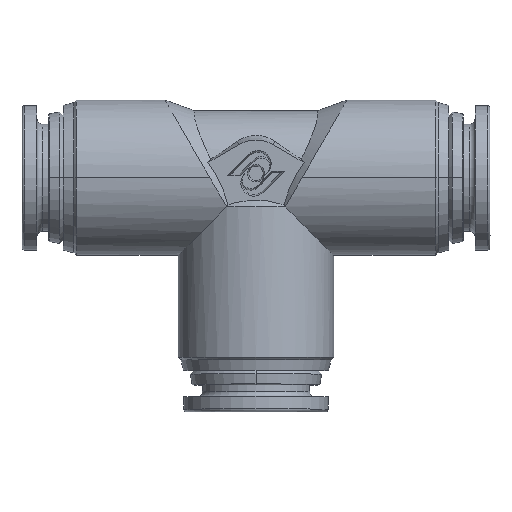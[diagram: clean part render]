
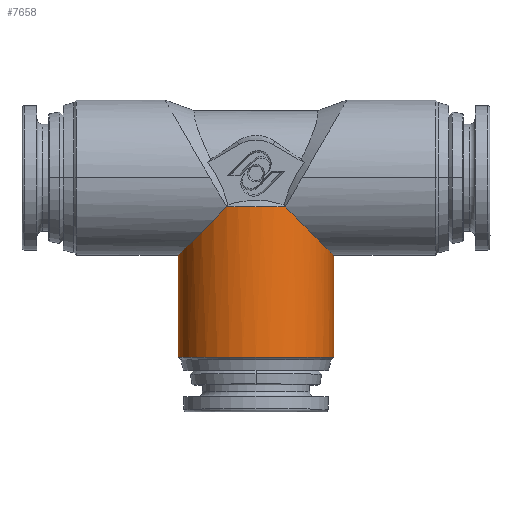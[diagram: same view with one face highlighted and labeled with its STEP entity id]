
A CAD part, top view. The second image highlights one B-rep face of the part: STEP entity #7658.
In plain terms, the highlighted cylindrical face has radius 7.25 mm (diameter 14.5 mm), a partial arc.
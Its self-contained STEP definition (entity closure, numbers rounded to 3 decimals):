
#187 = CARTESIAN_POINT ( 'NONE',  ( 7.25, -7.25, 0. ) ) ;
#259 = VERTEX_POINT ( 'NONE', #7009 ) ;
#506 = AXIS2_PLACEMENT_3D ( 'NONE', #952, #10440, #2291 ) ;
#614 = VERTEX_POINT ( 'NONE', #4318 ) ;
#952 = CARTESIAN_POINT ( 'NONE',  ( 0., -2.735, 0. ) ) ;
#1003 = DIRECTION ( 'NONE',  ( -1., 0., 0. ) ) ;
#1039 = VERTEX_POINT ( 'NONE', #4098 ) ;
#1104 = EDGE_CURVE ( 'NONE', #1039, #17302, #3256, .T. ) ;
#1525 = CARTESIAN_POINT ( 'NONE',  ( 7.25, -7.25, 3.042 ) ) ;
#1970 = CARTESIAN_POINT ( 'NONE',  ( -5.552, -5.552, 5.567 ) ) ;
#2142 = LINE ( 'NONE', #6650, #12953 ) ;
#2291 = DIRECTION ( 'NONE',  ( 1., 0., 0. ) ) ;
#2340 = FACE_OUTER_BOUND ( 'NONE', #11820, .T. ) ;
#2801 = CARTESIAN_POINT ( 'NONE',  ( 2.735, -2.735, 6.714 ) ) ;
#2867 = CARTESIAN_POINT ( 'NONE',  ( 5.552, -5.552, 5.567 ) ) ;
#3101 = VECTOR ( 'NONE', #14581, 1000. ) ;
#3207 = ORIENTED_EDGE ( 'NONE', *, *, #11946, .T. ) ;
#3249 = ORIENTED_EDGE ( 'NONE', *, *, #16217, .T. ) ;
#3256 = CIRCLE ( 'NONE', #6960, 7.25 ) ;
#3714 = CARTESIAN_POINT ( 'NONE',  ( -7.25, 0., 0. ) ) ;
#4098 = CARTESIAN_POINT ( 'NONE',  ( -7.25, -16.768, 0. ) ) ;
#4318 = CARTESIAN_POINT ( 'NONE',  ( 7.25, -7.25, 0. ) ) ;
#4637 = CARTESIAN_POINT ( 'NONE',  ( 7.25, -16.768, 0. ) ) ;
#4779 = CARTESIAN_POINT ( 'NONE',  ( 0., 0., 0. ) ) ;
#5526 = ORIENTED_EDGE ( 'NONE', *, *, #7580, .T. ) ;
#6263 = VERTEX_POINT ( 'NONE', #2801 ) ;
#6579 = CIRCLE ( 'NONE', #506, 7.25 ) ;
#6650 = CARTESIAN_POINT ( 'NONE',  ( 7.25, 0., 0. ) ) ;
#6960 = AXIS2_PLACEMENT_3D ( 'NONE', #17240, #9110, #1003 ) ;
#7009 = CARTESIAN_POINT ( 'NONE',  ( -2.735, -2.735, 6.714 ) ) ;
#7336 = ORIENTED_EDGE ( 'NONE', *, *, #1104, .T. ) ;
#7580 = EDGE_CURVE ( 'NONE', #614, #6263, #9184, .T. ) ;
#7658 = ADVANCED_FACE ( 'NONE', ( #2340 ), #15110, .T. ) ;
#8490 = ORIENTED_EDGE ( 'NONE', *, *, #9368, .F. ) ;
#8842 = CARTESIAN_POINT ( 'NONE',  ( -7.25, -7.25, 0. ) ) ;
#9110 = DIRECTION ( 'NONE',  ( 0., 1., 0. ) ) ;
#9184 =( BOUNDED_CURVE ( )  B_SPLINE_CURVE ( 3, ( #187, #1525, #2867, #12357 ),
 .UNSPECIFIED., .F., .T. ) 
 B_SPLINE_CURVE_WITH_KNOTS ( ( 4, 4 ),
 ( 3.142, 4.326 ),
 .UNSPECIFIED. ) 
 CURVE ( )  GEOMETRIC_REPRESENTATION_ITEM ( )  RATIONAL_B_SPLINE_CURVE ( ( 1., 0.887, 0.887, 1. ) ) 
 REPRESENTATION_ITEM ( '' )  );
#9368 = EDGE_CURVE ( 'NONE', #1039, #9845, #17542, .T. ) ;
#9845 = VERTEX_POINT ( 'NONE', #15626 ) ;
#10440 = DIRECTION ( 'NONE',  ( 0., -1., 0. ) ) ;
#11338 =( BOUNDED_CURVE ( )  B_SPLINE_CURVE ( 3, ( #11476, #1970, #16974, #8842 ),
 .UNSPECIFIED., .F., .F. ) 
 B_SPLINE_CURVE_WITH_KNOTS ( ( 4, 4 ),
 ( 5.099, 6.283 ),
 .UNSPECIFIED. ) 
 CURVE ( )  GEOMETRIC_REPRESENTATION_ITEM ( )  RATIONAL_B_SPLINE_CURVE ( ( 1., 0.887, 0.887, 1. ) ) 
 REPRESENTATION_ITEM ( '' )  );
#11470 = EDGE_CURVE ( 'NONE', #259, #9845, #11338, .T. ) ;
#11476 = CARTESIAN_POINT ( 'NONE',  ( -2.735, -2.735, 6.714 ) ) ;
#11612 = DIRECTION ( 'NONE',  ( 0., 1., 0. ) ) ;
#11820 = EDGE_LOOP ( 'NONE', ( #7336, #3249, #5526, #3207, #12420, #8490 ) ) ;
#11946 = EDGE_CURVE ( 'NONE', #6263, #259, #6579, .T. ) ;
#12357 = CARTESIAN_POINT ( 'NONE',  ( 2.735, -2.735, 6.714 ) ) ;
#12420 = ORIENTED_EDGE ( 'NONE', *, *, #11470, .T. ) ;
#12953 = VECTOR ( 'NONE', #16182, 1000. ) ;
#14581 = DIRECTION ( 'NONE',  ( 0., 1., 0. ) ) ;
#15110 = CYLINDRICAL_SURFACE ( 'NONE', #16748, 7.25 ) ;
#15626 = CARTESIAN_POINT ( 'NONE',  ( -7.25, -7.25, 0. ) ) ;
#16182 = DIRECTION ( 'NONE',  ( 0., 1., 0. ) ) ;
#16217 = EDGE_CURVE ( 'NONE', #17302, #614, #2142, .T. ) ;
#16748 = AXIS2_PLACEMENT_3D ( 'NONE', #4779, #11612, #17050 ) ;
#16974 = CARTESIAN_POINT ( 'NONE',  ( -7.25, -7.25, 3.042 ) ) ;
#17050 = DIRECTION ( 'NONE',  ( -1., 0., 0. ) ) ;
#17240 = CARTESIAN_POINT ( 'NONE',  ( 0., -16.768, 0. ) ) ;
#17302 = VERTEX_POINT ( 'NONE', #4637 ) ;
#17542 = LINE ( 'NONE', #3714, #3101 ) ;
